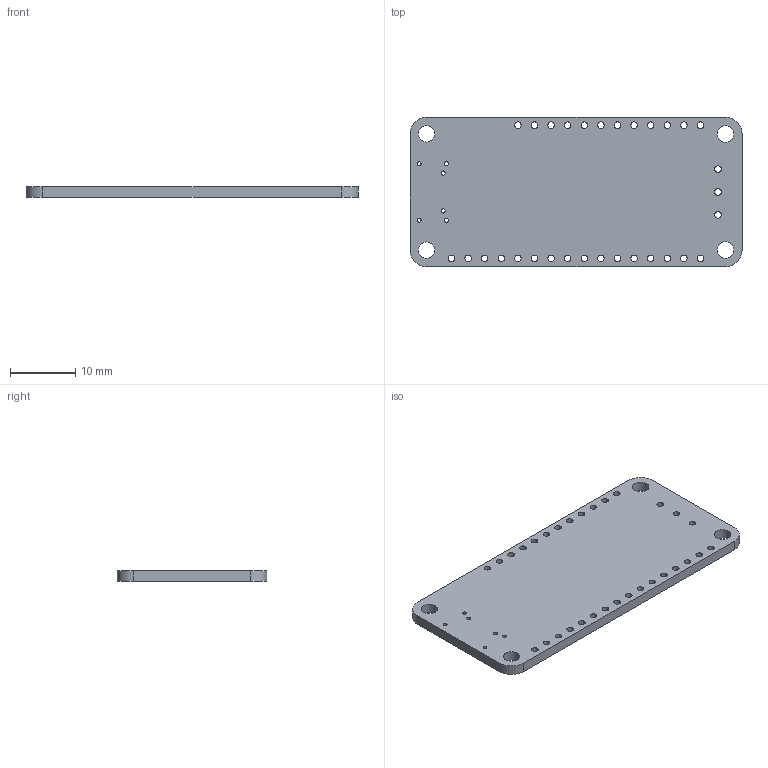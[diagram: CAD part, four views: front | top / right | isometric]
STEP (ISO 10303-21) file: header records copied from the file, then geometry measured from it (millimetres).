
FILE_DESCRIPTION(('KiCad electronic assembly'),'2;1');
FILE_NAME('Adafruit Feather M4 Express CAN.step','2023-02-17T14:47:29',( 'Pcbnew'),('Kicad'),'Open CASCADE STEP processor 7.6', 'KiCad to STEP converter','Unknown');
FILE_SCHEMA(('AUTOMOTIVE_DESIGN { 1 0 10303 214 1 1 1 1 }'));
Length unit declared in the file: millimetre
Products named in the file (2): Adafruit Feather M4 Express CAN 1; Adafruit Feather M4 Express CAN PCB
Assembly tree (1 placements, depth 2):
  Adafruit Feather M4 Express CAN 1
    Adafruit Feather M4 Express CAN PCB
Bounding box: 50.8 x 22.86 x 1.6 mm (x, y, z)
Volume: 1775.5 mm3; surface area: 2673.2 mm2
Topology: 1 solids, 1 shells, 51 faces, 147 edges, 98 vertices
Faces by surface type: cylinder 45, plane 6
Full cylindrical faces by diameter (mm): 0.6 x4, 0.65 x2, 1 x31, 2.5 x2, 2.54 x2
Entity records: 3853 total; most frequent: DIRECTION 637, CARTESIAN_POINT 592, ORIENTED_EDGE 294, PCURVE 294, DEFINITIONAL_REPRESENTATION 294, LINE 261, VECTOR 261, CIRCLE 180
